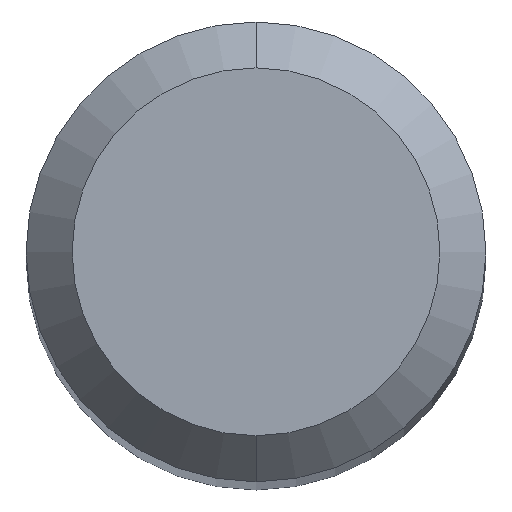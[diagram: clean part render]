
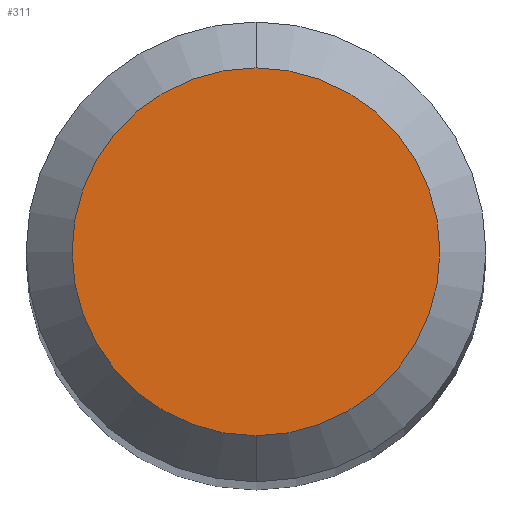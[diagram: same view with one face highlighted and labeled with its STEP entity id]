
A CAD part, top view. The second image highlights one B-rep face of the part: STEP entity #311.
In plain terms, the highlighted planar face has unit normal (0, 0, 1).
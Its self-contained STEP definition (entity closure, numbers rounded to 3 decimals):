
#235=EDGE_CURVE('',#337,#237,#549,.T.);
#237=VERTEX_POINT('',#551);
#311=ADVANCED_FACE('',(#633),#634,.T.);
#337=VERTEX_POINT('',#662);
#441=EDGE_CURVE('',#237,#337,#776,.T.);
#549=CIRCLE('',#918,1.2);
#551=CARTESIAN_POINT('',(0.,-1.2,0.0));
#633=FACE_OUTER_BOUND('',#1161,.T.);
#634=PLANE('',#1162);
#662=CARTESIAN_POINT('',(0.0,1.2,0.0));
#776=CIRCLE('',#1373,1.2);
#918=AXIS2_PLACEMENT_3D('',#1526,#1527,#1528);
#1161=EDGE_LOOP('',(#1616,#1617));
#1162=AXIS2_PLACEMENT_3D('',#1618,#1619,#1620);
#1373=AXIS2_PLACEMENT_3D('',#1773,#1774,#1775);
#1526=CARTESIAN_POINT('',(0.0,0.0,0.0));
#1527=DIRECTION('',(0.0,0.0,-1.0));
#1528=DIRECTION('',(0.0,1.0,0.0));
#1616=ORIENTED_EDGE('',*,*,#235,.F.);
#1617=ORIENTED_EDGE('',*,*,#441,.F.);
#1618=CARTESIAN_POINT('',(0.0,0.6,0.0));
#1619=DIRECTION('',(-0.0,0.0,1.0));
#1620=DIRECTION('',(0.0,-1.0,0.0));
#1773=CARTESIAN_POINT('',(0.0,0.0,0.0));
#1774=DIRECTION('',(0.0,0.0,-1.0));
#1775=DIRECTION('',(0.0,1.0,0.0));
